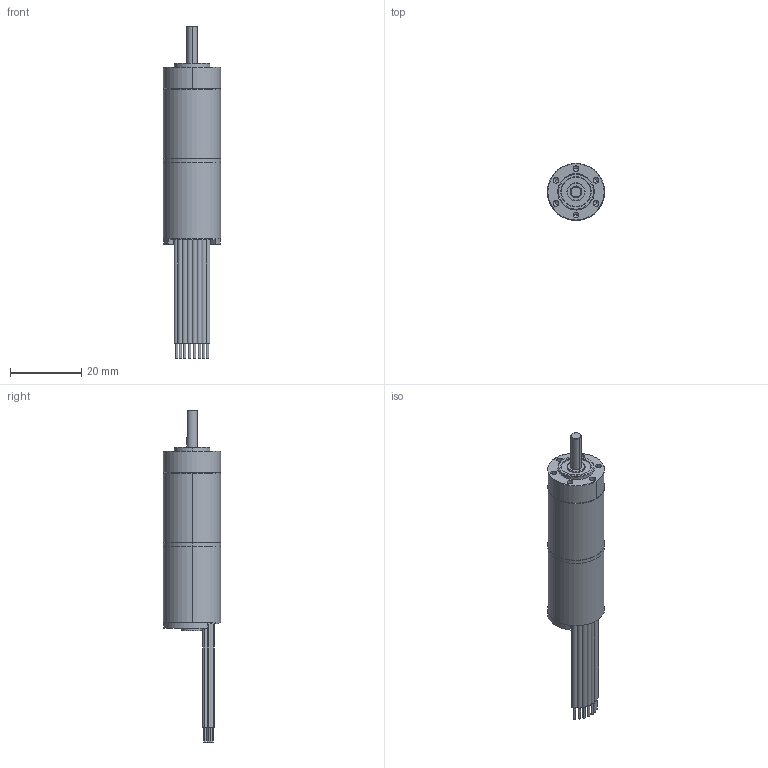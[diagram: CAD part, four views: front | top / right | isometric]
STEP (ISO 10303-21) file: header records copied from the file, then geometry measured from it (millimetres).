
FILE_DESCRIPTION((''),'2;1');
FILE_NAME('4611180000535_SW0001','2023-04-25T14:50:54',('ms27607'),(''),'CREO PARAMETRIC BY PTC INC, 2018100','CREO PARAMETRIC BY PTC INC, 2018100','');
FILE_SCHEMA(('CONFIG_CONTROL_DESIGN'));
Length unit declared in the file: millimetre
Products named in the file (1): 4611180000535_SW0001
Bounding box: 16 x 16 x 93.1 mm (x, y, z)
Surface area: 7706 mm2 (no closed solid volume)
Topology: 0 solids, 50 shells, 412 faces, 1297 edges, 908 vertices
Faces by surface type: cylinder 186, plane 155, cone 41, bspline 20, torus 10
Entity records: 15373 total; most frequent: CARTESIAN_POINT 3810, DIRECTION 2606, ORIENTED_EDGE 2049, EDGE_CURVE 1277, AXIS2_PLACEMENT_3D 987, VERTEX_POINT 907, VECTOR 632, LINE 632
